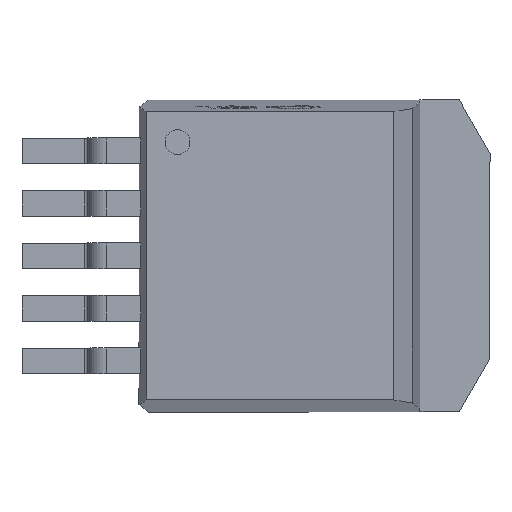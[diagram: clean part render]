
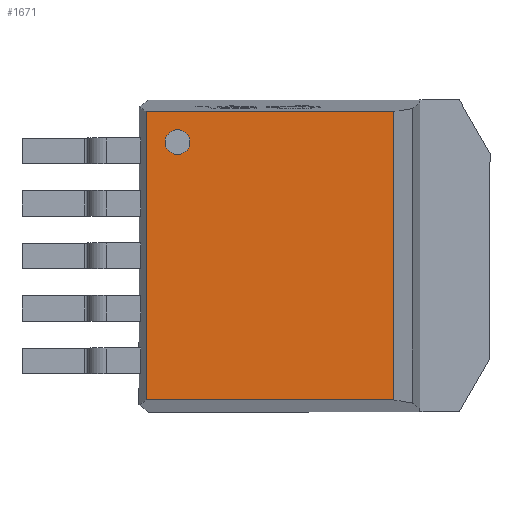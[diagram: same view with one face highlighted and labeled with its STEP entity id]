
A CAD part, top view. The second image highlights one B-rep face of the part: STEP entity #1671.
In plain terms, the highlighted planar face has unit normal (0, 0, 1).
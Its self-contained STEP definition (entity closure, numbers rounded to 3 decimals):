
#39 = DIRECTION ( 'NONE',  ( 0., -1., 0. ) ) ;
#412 = FACE_OUTER_BOUND ( 'NONE', #3770, .T. ) ;
#1046 = DIRECTION ( 'NONE',  ( 0., -1., 0. ) ) ;
#1085 = ORIENTED_EDGE ( 'NONE', *, *, #4906, .T. ) ;
#1220 = CIRCLE ( 'NONE', #11051, 0.404 ) ;
#1671 = ADVANCED_FACE ( 'NONE', ( #8837, #412 ), #8668, .F. ) ;
#2642 = CARTESIAN_POINT ( 'NONE',  ( -3.321, 3.699, 4.45 ) ) ;
#3025 = CARTESIAN_POINT ( 'NONE',  ( -3.321, 3.295, 4.45 ) ) ;
#3390 = CARTESIAN_POINT ( 'NONE',  ( 0., 4.691, 4.45 ) ) ;
#3619 = VERTEX_POINT ( 'NONE', #11970 ) ;
#3770 = EDGE_LOOP ( 'NONE', ( #14456, #6789, #8336, #1085 ) ) ;
#3911 = VERTEX_POINT ( 'NONE', #12589 ) ;
#4128 = VECTOR ( 'NONE', #9256, 1000. ) ;
#4443 = LINE ( 'NONE', #3390, #10515 ) ;
#4515 = CARTESIAN_POINT ( 'NONE',  ( 0., -4.691, 4.45 ) ) ;
#4759 = CARTESIAN_POINT ( 'NONE',  ( -4.347, -4.691, 4.45 ) ) ;
#4906 = EDGE_CURVE ( 'NONE', #13459, #12020, #10622, .T. ) ;
#5137 = LINE ( 'NONE', #12361, #5722 ) ;
#5722 = VECTOR ( 'NONE', #13342, 1000. ) ;
#6651 = ORIENTED_EDGE ( 'NONE', *, *, #14647, .F. ) ;
#6789 = ORIENTED_EDGE ( 'NONE', *, *, #9264, .T. ) ;
#6878 = VERTEX_POINT ( 'NONE', #14766 ) ;
#7182 = AXIS2_PLACEMENT_3D ( 'NONE', #2642, #10887, #1046 ) ;
#7202 = ORIENTED_EDGE ( 'NONE', *, *, #8814, .F. ) ;
#7683 = EDGE_LOOP ( 'NONE', ( #6651, #7202 ) ) ;
#8023 = VERTEX_POINT ( 'NONE', #3025 ) ;
#8332 = CARTESIAN_POINT ( 'NONE',  ( -4.347, 0., 4.45 ) ) ;
#8336 = ORIENTED_EDGE ( 'NONE', *, *, #13364, .T. ) ;
#8607 = DIRECTION ( 'NONE',  ( 0., 1., 0. ) ) ;
#8668 = PLANE ( 'NONE',  #9312 ) ;
#8814 = EDGE_CURVE ( 'NONE', #3619, #8023, #10898, .T. ) ;
#8837 = FACE_BOUND ( 'NONE', #7683, .T. ) ;
#9256 = DIRECTION ( 'NONE',  ( 1., 0., 0. ) ) ;
#9264 = EDGE_CURVE ( 'NONE', #6878, #3911, #5137, .T. ) ;
#9312 = AXIS2_PLACEMENT_3D ( 'NONE', #10052, #14713, #8607 ) ;
#10052 = CARTESIAN_POINT ( 'NONE',  ( 0., 0., 4.45 ) ) ;
#10200 = CARTESIAN_POINT ( 'NONE',  ( -4.347, 4.691, 4.45 ) ) ;
#10515 = VECTOR ( 'NONE', #12848, 1000. ) ;
#10622 = LINE ( 'NONE', #8332, #11692 ) ;
#10887 = DIRECTION ( 'NONE',  ( 0., 0., 1. ) ) ;
#10898 = CIRCLE ( 'NONE', #7182, 0.404 ) ;
#11051 = AXIS2_PLACEMENT_3D ( 'NONE', #12072, #11758, #39 ) ;
#11633 = DIRECTION ( 'NONE',  ( 0., -1., 0. ) ) ;
#11692 = VECTOR ( 'NONE', #11633, 1000. ) ;
#11758 = DIRECTION ( 'NONE',  ( 0., 0., 1. ) ) ;
#11970 = CARTESIAN_POINT ( 'NONE',  ( -3.321, 4.103, 4.45 ) ) ;
#12020 = VERTEX_POINT ( 'NONE', #4759 ) ;
#12072 = CARTESIAN_POINT ( 'NONE',  ( -3.321, 3.699, 4.45 ) ) ;
#12361 = CARTESIAN_POINT ( 'NONE',  ( 3.724, 4.691, 4.45 ) ) ;
#12589 = CARTESIAN_POINT ( 'NONE',  ( 3.724, 4.691, 4.45 ) ) ;
#12848 = DIRECTION ( 'NONE',  ( -1., 0., 0. ) ) ;
#13287 = EDGE_CURVE ( 'NONE', #12020, #6878, #14909, .T. ) ;
#13342 = DIRECTION ( 'NONE',  ( 0., 1., 0. ) ) ;
#13364 = EDGE_CURVE ( 'NONE', #3911, #13459, #4443, .T. ) ;
#13459 = VERTEX_POINT ( 'NONE', #10200 ) ;
#14456 = ORIENTED_EDGE ( 'NONE', *, *, #13287, .T. ) ;
#14647 = EDGE_CURVE ( 'NONE', #8023, #3619, #1220, .T. ) ;
#14713 = DIRECTION ( 'NONE',  ( 0., 0., -1. ) ) ;
#14766 = CARTESIAN_POINT ( 'NONE',  ( 3.724, -4.691, 4.45 ) ) ;
#14909 = LINE ( 'NONE', #4515, #4128 ) ;
